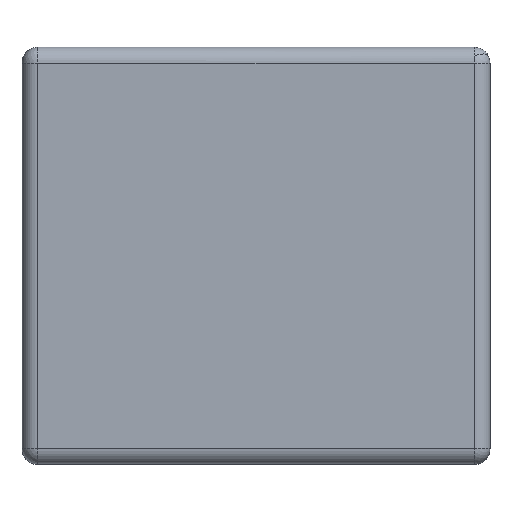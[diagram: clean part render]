
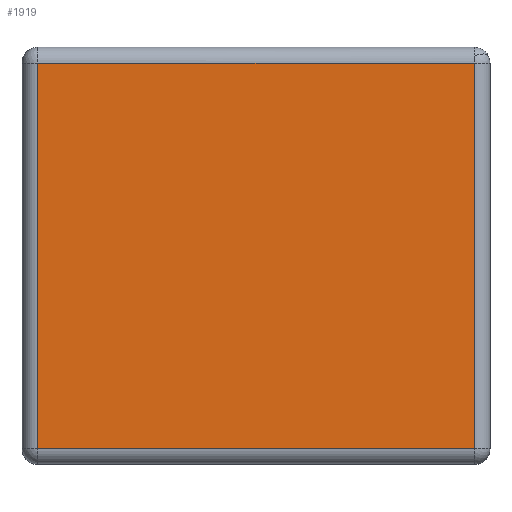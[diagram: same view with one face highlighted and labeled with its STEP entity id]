
A CAD part, top view. The second image highlights one B-rep face of the part: STEP entity #1919.
In plain terms, the highlighted planar face has unit normal (0, 0, 1).
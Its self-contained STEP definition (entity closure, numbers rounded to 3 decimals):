
#1472=CARTESIAN_POINT('',(13.7,-12.1,16.65));
#1473=VERTEX_POINT('',#1472);
#1498=CARTESIAN_POINT('',(-13.7,-12.1,16.65));
#1499=VERTEX_POINT('',#1498);
#1532=CARTESIAN_POINT('',(13.7,12.1,16.65));
#1533=VERTEX_POINT('',#1532);
#1568=CARTESIAN_POINT('',(-13.7,12.1,16.65));
#1569=VERTEX_POINT('',#1568);
#1610=CARTESIAN_POINT('',(-13.7,12.1,16.65));
#1611=DIRECTION('',(1.0,0.0,0.0));
#1612=VECTOR('',#1611,27.4);
#1613=LINE('',#1610,#1612);
#1614=EDGE_CURVE('',#1569,#1533,#1613,.T.);
#1664=CARTESIAN_POINT('',(-13.7,-12.1,16.65));
#1665=DIRECTION('',(0.0,1.0,0.0));
#1666=VECTOR('',#1665,24.2);
#1667=LINE('',#1664,#1666);
#1668=EDGE_CURVE('',#1499,#1569,#1667,.T.);
#1719=CARTESIAN_POINT('',(13.7,12.1,16.65));
#1720=DIRECTION('',(0.0,-1.0,0.0));
#1721=VECTOR('',#1720,24.2);
#1722=LINE('',#1719,#1721);
#1723=EDGE_CURVE('',#1533,#1473,#1722,.T.);
#1773=CARTESIAN_POINT('',(13.7,-12.1,16.65));
#1774=DIRECTION('',(-1.0,0.0,0.0));
#1775=VECTOR('',#1774,27.4);
#1776=LINE('',#1773,#1775);
#1777=EDGE_CURVE('',#1473,#1499,#1776,.T.);
#1908=CARTESIAN_POINT('',(0.,0.,16.65));
#1909=DIRECTION('',(0.0,0.0,1.0));
#1910=DIRECTION('',(0.0,-1.0,0.0));
#1911=AXIS2_PLACEMENT_3D('',#1908,#1909,#1910);
#1912=PLANE('',#1911);
#1913=ORIENTED_EDGE('',*,*,#1614,.F.);
#1914=ORIENTED_EDGE('',*,*,#1668,.F.);
#1915=ORIENTED_EDGE('',*,*,#1777,.F.);
#1916=ORIENTED_EDGE('',*,*,#1723,.F.);
#1917=EDGE_LOOP('',(#1913,#1914,#1915,#1916));
#1918=FACE_OUTER_BOUND('',#1917,.T.);
#1919=ADVANCED_FACE('',(#1918),#1912,.T.);
